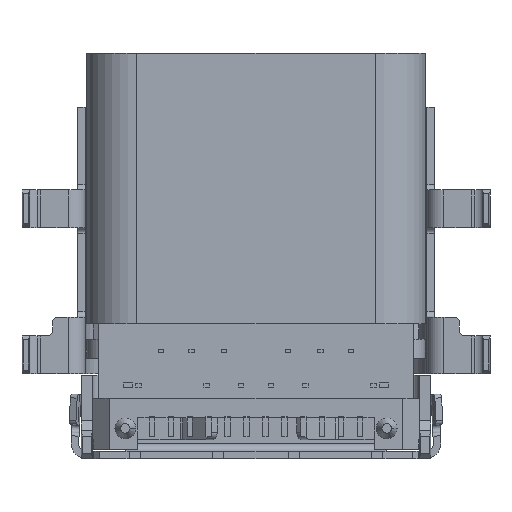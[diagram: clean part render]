
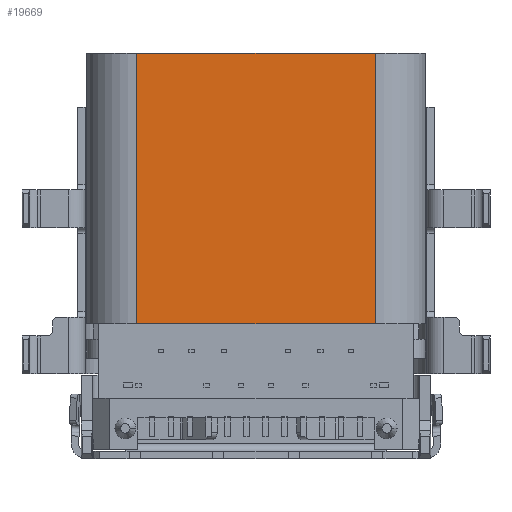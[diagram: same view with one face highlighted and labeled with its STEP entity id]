
A CAD part, front view. The second image highlights one B-rep face of the part: STEP entity #19669.
In plain terms, the highlighted planar face has unit normal (0, -1, 0).
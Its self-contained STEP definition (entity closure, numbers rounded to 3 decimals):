
#583 = ORIENTED_EDGE ( 'NONE', *, *, #6337, .T. ) ;
#721 = CARTESIAN_POINT ( 'NONE',  ( 3.145, -1.57, 0. ) ) ;
#1033 = VECTOR ( 'NONE', #9127, 1000. ) ;
#1980 = VECTOR ( 'NONE', #2365, 1000. ) ;
#2365 = DIRECTION ( 'NONE',  ( 0., 0., -1. ) ) ;
#2692 = LINE ( 'NONE', #26176, #1033 ) ;
#2750 = CARTESIAN_POINT ( 'NONE',  ( -3.145, -1.57, 0. ) ) ;
#3049 = CARTESIAN_POINT ( 'NONE',  ( -3.145, -1.57, -7.14 ) ) ;
#3399 = CARTESIAN_POINT ( 'NONE',  ( 3.145, -1.57, -7.14 ) ) ;
#5383 = VERTEX_POINT ( 'NONE', #2750 ) ;
#6337 = EDGE_CURVE ( 'NONE', #5383, #18310, #23424, .T. ) ;
#6381 = EDGE_LOOP ( 'NONE', ( #6767, #9228, #583, #19201 ) ) ;
#6767 = ORIENTED_EDGE ( 'NONE', *, *, #13111, .F. ) ;
#7942 = AXIS2_PLACEMENT_3D ( 'NONE', #16860, #15113, #10623 ) ;
#9127 = DIRECTION ( 'NONE',  ( 1., 0., 0. ) ) ;
#9228 = ORIENTED_EDGE ( 'NONE', *, *, #12622, .F. ) ;
#10623 = DIRECTION ( 'NONE',  ( 0., 0., -1. ) ) ;
#10716 = PLANE ( 'NONE',  #7942 ) ;
#10838 = VERTEX_POINT ( 'NONE', #3399 ) ;
#11574 = FACE_OUTER_BOUND ( 'NONE', #6381, .T. ) ;
#11622 = DIRECTION ( 'NONE',  ( 1., 0., 0. ) ) ;
#12274 = LINE ( 'NONE', #3049, #13966 ) ;
#12622 = EDGE_CURVE ( 'NONE', #5383, #17551, #2692, .T. ) ;
#13111 = EDGE_CURVE ( 'NONE', #17551, #10838, #25646, .T. ) ;
#13406 = EDGE_CURVE ( 'NONE', #18310, #10838, #12274, .T. ) ;
#13966 = VECTOR ( 'NONE', #11622, 1000. ) ;
#15113 = DIRECTION ( 'NONE',  ( 0., -1., 0. ) ) ;
#16659 = CARTESIAN_POINT ( 'NONE',  ( -3.145, -1.57, 0. ) ) ;
#16860 = CARTESIAN_POINT ( 'NONE',  ( -3.145, -1.57, 0. ) ) ;
#17551 = VERTEX_POINT ( 'NONE', #721 ) ;
#18310 = VERTEX_POINT ( 'NONE', #19149 ) ;
#19149 = CARTESIAN_POINT ( 'NONE',  ( -3.145, -1.57, -7.14 ) ) ;
#19201 = ORIENTED_EDGE ( 'NONE', *, *, #13406, .T. ) ;
#19669 = ADVANCED_FACE ( 'NONE', ( #11574 ), #10716, .T. ) ;
#20766 = VECTOR ( 'NONE', #21194, 1000. ) ;
#21194 = DIRECTION ( 'NONE',  ( 0., 0., -1. ) ) ;
#23424 = LINE ( 'NONE', #16659, #20766 ) ;
#23594 = CARTESIAN_POINT ( 'NONE',  ( 3.145, -1.57, 0. ) ) ;
#25646 = LINE ( 'NONE', #23594, #1980 ) ;
#26176 = CARTESIAN_POINT ( 'NONE',  ( 0., -1.57, 0. ) ) ;
